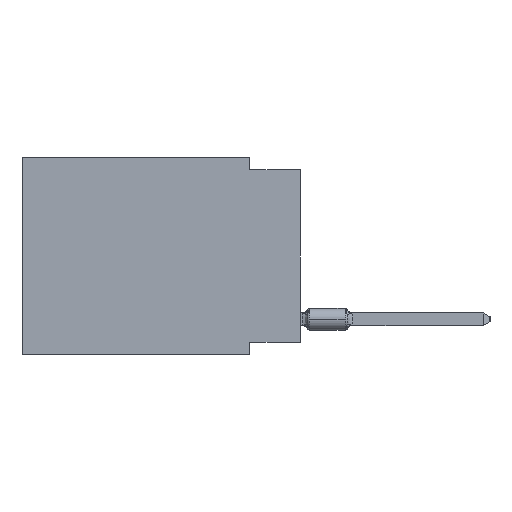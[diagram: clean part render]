
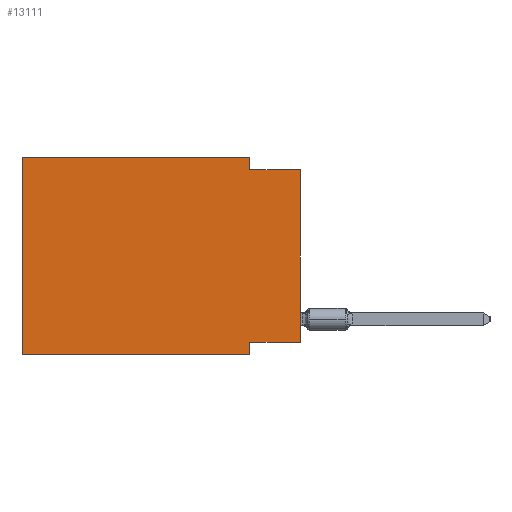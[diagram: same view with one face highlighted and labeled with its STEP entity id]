
A CAD part, left-side view. The second image highlights one B-rep face of the part: STEP entity #13111.
In plain terms, the highlighted planar face has unit normal (-1, 0, 0).
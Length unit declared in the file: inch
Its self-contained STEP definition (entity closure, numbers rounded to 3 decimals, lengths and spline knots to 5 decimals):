
#65 = DIRECTION ( 'NONE',  ( 0., 0., -1. ) ) ;
#638 = CARTESIAN_POINT ( 'NONE',  ( 0., 0.55, 0. ) ) ;
#1061 = EDGE_CURVE ( 'NONE', #1981, #8185, #15770, .T. ) ;
#1730 = VERTEX_POINT ( 'NONE', #18973 ) ;
#1964 = CARTESIAN_POINT ( 'NONE',  ( 0., 0., -0.365 ) ) ;
#1981 = VERTEX_POINT ( 'NONE', #7136 ) ;
#2870 = EDGE_CURVE ( 'NONE', #23965, #24651, #9227, .T. ) ;
#3124 = LINE ( 'NONE', #23701, #21800 ) ;
#3556 = ORIENTED_EDGE ( 'NONE', *, *, #4453, .F. ) ;
#4187 = LINE ( 'NONE', #15709, #28381 ) ;
#4453 = EDGE_CURVE ( 'NONE', #20976, #26177, #9501, .T. ) ;
#4920 = CARTESIAN_POINT ( 'NONE',  ( 0., 0.1, 0. ) ) ;
#5017 = CARTESIAN_POINT ( 'NONE',  ( 0., 0.55, 0. ) ) ;
#6164 = ORIENTED_EDGE ( 'NONE', *, *, #20769, .T. ) ;
#6806 = FACE_OUTER_BOUND ( 'NONE', #24819, .T. ) ;
#6819 = DIRECTION ( 'NONE',  ( 0., 1., 0. ) ) ;
#6946 = DIRECTION ( 'NONE',  ( 1., 0., 0. ) ) ;
#7136 = CARTESIAN_POINT ( 'NONE',  ( 0., 0.1, -0.365 ) ) ;
#7854 = LINE ( 'NONE', #18794, #18779 ) ;
#8185 = VERTEX_POINT ( 'NONE', #10178 ) ;
#8317 = ORIENTED_EDGE ( 'NONE', *, *, #2870, .F. ) ;
#9115 = DIRECTION ( 'NONE',  ( 0., 0., -1. ) ) ;
#9227 = LINE ( 'NONE', #18240, #16456 ) ;
#9501 = LINE ( 'NONE', #4920, #22643 ) ;
#10178 = CARTESIAN_POINT ( 'NONE',  ( 0., 0.1, -0.39 ) ) ;
#11657 = DIRECTION ( 'NONE',  ( 0., 0., -1. ) ) ;
#11862 = LINE ( 'NONE', #638, #20624 ) ;
#12569 = VERTEX_POINT ( 'NONE', #14869 ) ;
#12744 = VECTOR ( 'NONE', #9115, 39.37008 ) ;
#12881 = CARTESIAN_POINT ( 'NONE',  ( 0., 0.55, -0.39 ) ) ;
#13048 = AXIS2_PLACEMENT_3D ( 'NONE', #5017, #6946, #11657 ) ;
#13111 = ADVANCED_FACE ( 'NONE', ( #6806 ), #15813, .F. ) ;
#14869 = CARTESIAN_POINT ( 'NONE',  ( 0., 0., -0.365 ) ) ;
#15709 = CARTESIAN_POINT ( 'NONE',  ( 0., 0., 0. ) ) ;
#15770 = LINE ( 'NONE', #24812, #12744 ) ;
#15775 = EDGE_CURVE ( 'NONE', #12569, #1981, #25026, .T. ) ;
#15813 = PLANE ( 'NONE',  #13048 ) ;
#16456 = VECTOR ( 'NONE', #18104, 39.37008 ) ;
#17275 = ORIENTED_EDGE ( 'NONE', *, *, #24980, .F. ) ;
#17918 = DIRECTION ( 'NONE',  ( 0., 0., 1. ) ) ;
#18104 = DIRECTION ( 'NONE',  ( 0., 0., 1. ) ) ;
#18149 = VECTOR ( 'NONE', #6819, 39.37008 ) ;
#18240 = CARTESIAN_POINT ( 'NONE',  ( 0., 0.55, 0. ) ) ;
#18779 = VECTOR ( 'NONE', #19227, 39.37008 ) ;
#18794 = CARTESIAN_POINT ( 'NONE',  ( 0., 0., -0.025 ) ) ;
#18927 = ORIENTED_EDGE ( 'NONE', *, *, #15775, .F. ) ;
#18973 = CARTESIAN_POINT ( 'NONE',  ( 0., 0., -0.025 ) ) ;
#19227 = DIRECTION ( 'NONE',  ( 0., -1., 0. ) ) ;
#20624 = VECTOR ( 'NONE', #23402, 39.37008 ) ;
#20769 = EDGE_CURVE ( 'NONE', #12569, #1730, #4187, .T. ) ;
#20976 = VERTEX_POINT ( 'NONE', #26062 ) ;
#21042 = ORIENTED_EDGE ( 'NONE', *, *, #22146, .T. ) ;
#21460 = DIRECTION ( 'NONE',  ( 0., -1., 0. ) ) ;
#21800 = VECTOR ( 'NONE', #21460, 39.37008 ) ;
#22146 = EDGE_CURVE ( 'NONE', #23965, #8185, #3124, .T. ) ;
#22643 = VECTOR ( 'NONE', #65, 39.37008 ) ;
#23221 = EDGE_CURVE ( 'NONE', #24651, #20976, #11862, .T. ) ;
#23402 = DIRECTION ( 'NONE',  ( 0., -1., 0. ) ) ;
#23701 = CARTESIAN_POINT ( 'NONE',  ( 0., 0.55, -0.39 ) ) ;
#23852 = CARTESIAN_POINT ( 'NONE',  ( 0., 0.1, -0.025 ) ) ;
#23965 = VERTEX_POINT ( 'NONE', #12881 ) ;
#24651 = VERTEX_POINT ( 'NONE', #26107 ) ;
#24812 = CARTESIAN_POINT ( 'NONE',  ( 0., 0.1, -0.39 ) ) ;
#24819 = EDGE_LOOP ( 'NONE', ( #6164, #17275, #3556, #27059, #8317, #21042, #24833, #18927 ) ) ;
#24833 = ORIENTED_EDGE ( 'NONE', *, *, #1061, .F. ) ;
#24980 = EDGE_CURVE ( 'NONE', #26177, #1730, #7854, .T. ) ;
#25026 = LINE ( 'NONE', #1964, #18149 ) ;
#26062 = CARTESIAN_POINT ( 'NONE',  ( 0., 0.1, 0. ) ) ;
#26107 = CARTESIAN_POINT ( 'NONE',  ( 0., 0.55, 0. ) ) ;
#26177 = VERTEX_POINT ( 'NONE', #23852 ) ;
#27059 = ORIENTED_EDGE ( 'NONE', *, *, #23221, .F. ) ;
#28381 = VECTOR ( 'NONE', #17918, 39.37008 ) ;
